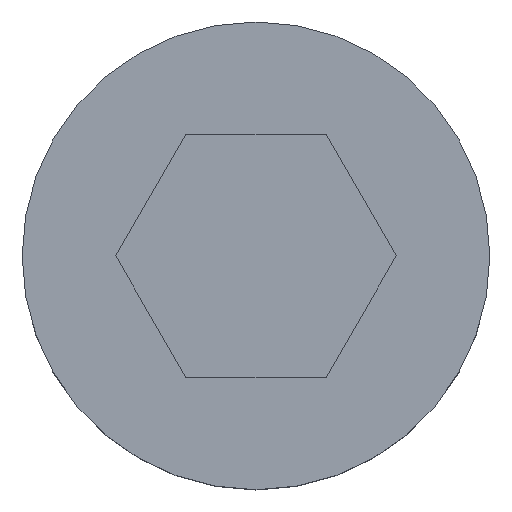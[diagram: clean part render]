
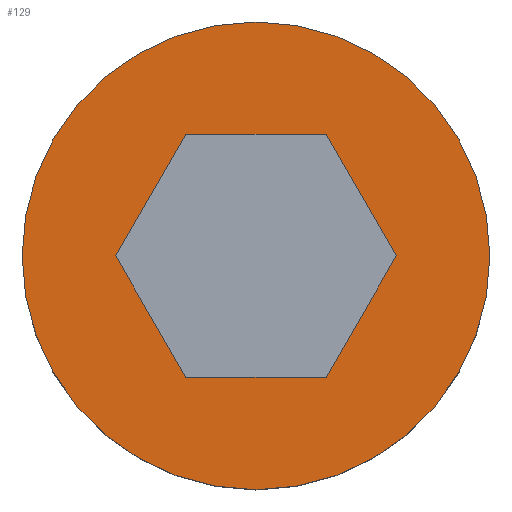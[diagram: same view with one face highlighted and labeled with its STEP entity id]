
A CAD part, top view. The second image highlights one B-rep face of the part: STEP entity #129.
In plain terms, the highlighted planar face has unit normal (0, 0, 1).
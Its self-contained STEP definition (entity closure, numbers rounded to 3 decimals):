
#108 = EDGE_CURVE('',#109,#109,#111,.T.);
#109 = VERTEX_POINT('',#110);
#110 = CARTESIAN_POINT('',(15.,0.,60.));
#111 = CIRCLE('',#112,15.);
#112 = AXIS2_PLACEMENT_3D('',#113,#114,#115);
#113 = CARTESIAN_POINT('',(0.,0.,60.));
#114 = DIRECTION('',(0.,0.,1.));
#115 = DIRECTION('',(1.,0.,0.));
#129 = ADVANCED_FACE('',(#130,#133),#183,.T.);
#130 = FACE_BOUND('',#131,.T.);
#131 = EDGE_LOOP('',(#132));
#132 = ORIENTED_EDGE('',*,*,#108,.T.);
#133 = FACE_BOUND('',#134,.T.);
#134 = EDGE_LOOP('',(#135,#145,#153,#161,#169,#177));
#135 = ORIENTED_EDGE('',*,*,#136,.F.);
#136 = EDGE_CURVE('',#137,#139,#141,.T.);
#137 = VERTEX_POINT('',#138);
#138 = CARTESIAN_POINT('',(9.,0.,60.));
#139 = VERTEX_POINT('',#140);
#140 = CARTESIAN_POINT('',(4.5,7.794,60.));
#141 = LINE('',#142,#143);
#142 = CARTESIAN_POINT('',(9.,0.,60.));
#143 = VECTOR('',#144,1.);
#144 = DIRECTION('',(-0.5,0.866,0.));
#145 = ORIENTED_EDGE('',*,*,#146,.F.);
#146 = EDGE_CURVE('',#147,#137,#149,.T.);
#147 = VERTEX_POINT('',#148);
#148 = CARTESIAN_POINT('',(4.5,-7.794,60.));
#149 = LINE('',#150,#151);
#150 = CARTESIAN_POINT('',(4.5,-7.794,60.));
#151 = VECTOR('',#152,1.);
#152 = DIRECTION('',(0.5,0.866,0.));
#153 = ORIENTED_EDGE('',*,*,#154,.F.);
#154 = EDGE_CURVE('',#155,#147,#157,.T.);
#155 = VERTEX_POINT('',#156);
#156 = CARTESIAN_POINT('',(-4.5,-7.794,60.));
#157 = LINE('',#158,#159);
#158 = CARTESIAN_POINT('',(-4.5,-7.794,60.));
#159 = VECTOR('',#160,1.);
#160 = DIRECTION('',(1.,0.,0.));
#161 = ORIENTED_EDGE('',*,*,#162,.F.);
#162 = EDGE_CURVE('',#163,#155,#165,.T.);
#163 = VERTEX_POINT('',#164);
#164 = CARTESIAN_POINT('',(-9.,0.,60.));
#165 = LINE('',#166,#167);
#166 = CARTESIAN_POINT('',(-9.,0.,60.));
#167 = VECTOR('',#168,1.);
#168 = DIRECTION('',(0.5,-0.866,0.));
#169 = ORIENTED_EDGE('',*,*,#170,.F.);
#170 = EDGE_CURVE('',#171,#163,#173,.T.);
#171 = VERTEX_POINT('',#172);
#172 = CARTESIAN_POINT('',(-4.5,7.794,60.));
#173 = LINE('',#174,#175);
#174 = CARTESIAN_POINT('',(-4.5,7.794,60.));
#175 = VECTOR('',#176,1.);
#176 = DIRECTION('',(-0.5,-0.866,0.));
#177 = ORIENTED_EDGE('',*,*,#178,.F.);
#178 = EDGE_CURVE('',#139,#171,#179,.T.);
#179 = LINE('',#180,#181);
#180 = CARTESIAN_POINT('',(4.5,7.794,60.));
#181 = VECTOR('',#182,1.);
#182 = DIRECTION('',(-1.,0.,0.));
#183 = PLANE('',#184);
#184 = AXIS2_PLACEMENT_3D('',#185,#186,#187);
#185 = CARTESIAN_POINT('',(0.,0.,60.));
#186 = DIRECTION('',(0.,0.,1.));
#187 = DIRECTION('',(1.,0.,0.));
